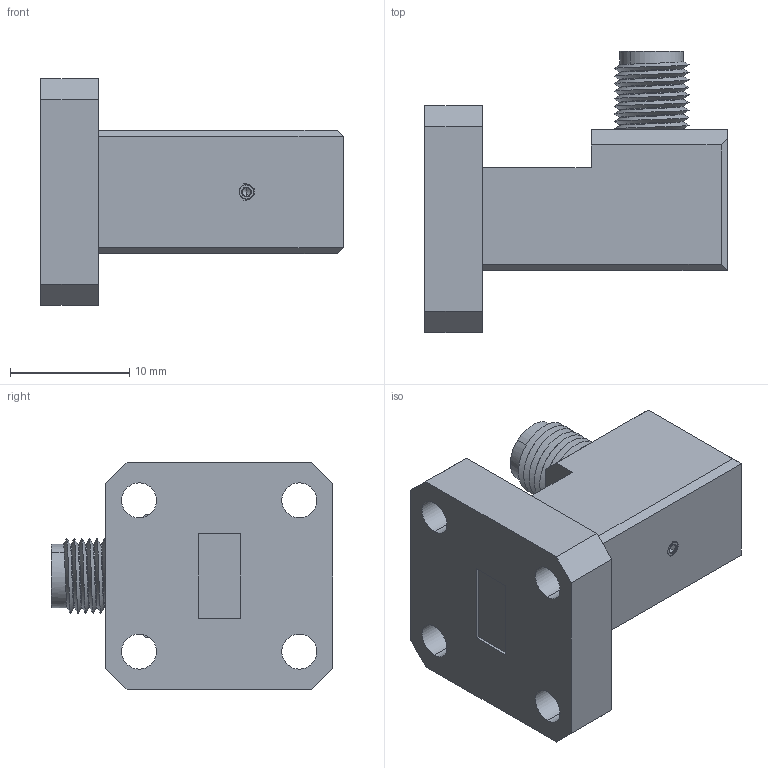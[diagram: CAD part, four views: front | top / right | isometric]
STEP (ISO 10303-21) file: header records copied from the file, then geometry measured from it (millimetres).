
FILE_DESCRIPTION (( 'STEP AP203' ), '1' );
FILE_NAME ('SWC-28VF-R1.STEP', '2018-10-30T23:07:13', ( '' ), ( '' ), 'SwSTEP 2.0', 'SolidWorks 2016', '' );
FILE_SCHEMA (( 'CONFIG_CONTROL_DESIGN' ));
Length unit declared in the file: inch
Products named in the file (1): SWC-28VF-R1
Bounding box: 25.4 x 23.62 x 19.05 mm (x, y, z)
Volume: 3925.4 mm3; surface area: 2706.7 mm2
Topology: 4 solids, 5 shells, 290 faces, 719 edges, 436 vertices
Faces by surface type: cylinder 120, cone 106, plane 62, bspline 2
Entity records: 10563 total; most frequent: CARTESIAN_POINT 4089, ORIENTED_EDGE 1418, DIRECTION 1212, EDGE_CURVE 709, AXIS2_PLACEMENT_3D 450, VERTEX_POINT 436, VECTOR 312, LINE 312
